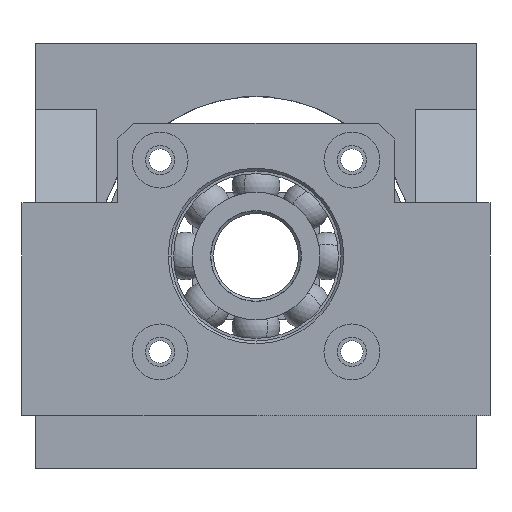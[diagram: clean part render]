
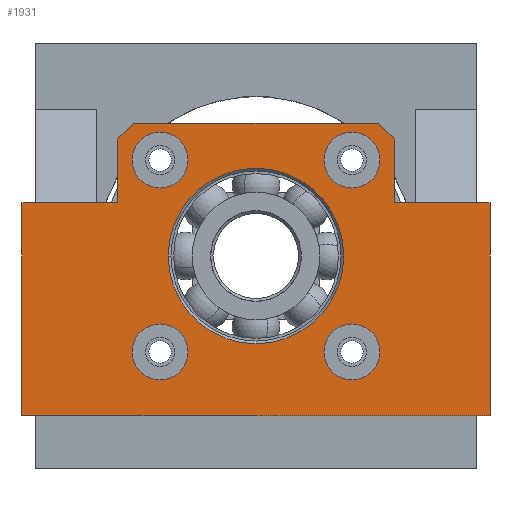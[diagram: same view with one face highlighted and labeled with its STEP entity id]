
A CAD part, left-side view. The second image highlights one B-rep face of the part: STEP entity #1931.
In plain terms, the highlighted planar face has unit normal (-1, 0, 0).
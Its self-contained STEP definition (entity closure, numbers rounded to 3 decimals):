
#822=CARTESIAN_POINT('Vertex',(0.,-26.,10.)) ;
#825=CARTESIAN_POINT('Line Origine',(0.,-35.,10.)) ;
#829=CARTESIAN_POINT('Vertex',(0.,-44.,10.)) ;
#1043=CARTESIAN_POINT('Vertex',(0.,-44.,-30.)) ;
#1046=CARTESIAN_POINT('Line Origine',(0.,0.,-30.)) ;
#1050=CARTESIAN_POINT('Vertex',(0.,44.,-30.)) ;
#1453=CARTESIAN_POINT('Vertex',(0.,44.,10.)) ;
#1456=CARTESIAN_POINT('Line Origine',(0.,35.,10.)) ;
#1460=CARTESIAN_POINT('Vertex',(0.,26.,10.)) ;
#1774=CARTESIAN_POINT('Line Origine',(0.,-44.,-10.)) ;
#1786=CARTESIAN_POINT('Axis2P3D Location',(0.,0.,0.)) ;
#1791=CARTESIAN_POINT('Line Origine',(0.,24.5,23.5)) ;
#1795=CARTESIAN_POINT('Vertex',(0.,26.,22.)) ;
#1797=CARTESIAN_POINT('Vertex',(0.,23.,25.)) ;
#1800=CARTESIAN_POINT('Line Origine',(0.,26.,16.)) ;
#1805=CARTESIAN_POINT('Line Origine',(0.,44.,-10.)) ;
#1810=CARTESIAN_POINT('Line Origine',(0.,-26.,16.)) ;
#1814=CARTESIAN_POINT('Vertex',(0.,-26.,22.)) ;
#1817=CARTESIAN_POINT('Line Origine',(0.,-24.5,23.5)) ;
#1821=CARTESIAN_POINT('Vertex',(0.,-23.,25.)) ;
#1824=CARTESIAN_POINT('Line Origine',(0.,0.,25.)) ;
#1841=CARTESIAN_POINT('Axis2P3D Location',(0.,0.,0.)) ;
#1845=CARTESIAN_POINT('Vertex',(0.,16.5,0.)) ;
#1847=CARTESIAN_POINT('Vertex',(0.,-16.5,0.)) ;
#1850=CARTESIAN_POINT('Axis2P3D Location',(0.,0.,0.)) ;
#1859=CARTESIAN_POINT('Axis2P3D Location',(0.,-18.031,18.031)) ;
#1863=CARTESIAN_POINT('Vertex',(0.,-23.281,18.031)) ;
#1865=CARTESIAN_POINT('Vertex',(0.,-12.781,18.031)) ;
#1868=CARTESIAN_POINT('Axis2P3D Location',(0.,-18.031,18.031)) ;
#1877=CARTESIAN_POINT('Axis2P3D Location',(0.,-18.031,-18.031)) ;
#1881=CARTESIAN_POINT('Vertex',(0.,-23.281,-18.031)) ;
#1883=CARTESIAN_POINT('Vertex',(0.,-12.781,-18.031)) ;
#1886=CARTESIAN_POINT('Axis2P3D Location',(0.,-18.031,-18.031)) ;
#1895=CARTESIAN_POINT('Axis2P3D Location',(0.,18.031,-18.031)) ;
#1899=CARTESIAN_POINT('Vertex',(0.,23.281,-18.031)) ;
#1901=CARTESIAN_POINT('Vertex',(0.,12.781,-18.031)) ;
#1904=CARTESIAN_POINT('Axis2P3D Location',(0.,18.031,-18.031)) ;
#1913=CARTESIAN_POINT('Axis2P3D Location',(0.,18.031,18.031)) ;
#1917=CARTESIAN_POINT('Vertex',(0.,23.281,18.031)) ;
#1919=CARTESIAN_POINT('Vertex',(0.,12.781,18.031)) ;
#1922=CARTESIAN_POINT('Axis2P3D Location',(0.,18.031,18.031)) ;
#826=DIRECTION('Vector Direction',(0.,1.,0.)) ;
#1047=DIRECTION('Vector Direction',(0.,-1.,0.)) ;
#1457=DIRECTION('Vector Direction',(0.,1.,0.)) ;
#1775=DIRECTION('Vector Direction',(0.,0.,-1.)) ;
#1787=DIRECTION('Axis2P3D Direction',(1.,0.,0.)) ;
#1788=DIRECTION('Axis2P3D XDirection',(0.,1.,0.)) ;
#1792=DIRECTION('Vector Direction',(0.,0.707,-0.707)) ;
#1801=DIRECTION('Vector Direction',(0.,0.,1.)) ;
#1806=DIRECTION('Vector Direction',(0.,0.,1.)) ;
#1811=DIRECTION('Vector Direction',(0.,0.,-1.)) ;
#1818=DIRECTION('Vector Direction',(0.,-0.707,-0.707)) ;
#1825=DIRECTION('Vector Direction',(0.,1.,0.)) ;
#1842=DIRECTION('Axis2P3D Direction',(1.,0.,0.)) ;
#1851=DIRECTION('Axis2P3D Direction',(1.,0.,0.)) ;
#1860=DIRECTION('Axis2P3D Direction',(1.,0.,0.)) ;
#1869=DIRECTION('Axis2P3D Direction',(1.,0.,0.)) ;
#1878=DIRECTION('Axis2P3D Direction',(1.,0.,0.)) ;
#1887=DIRECTION('Axis2P3D Direction',(1.,0.,0.)) ;
#1896=DIRECTION('Axis2P3D Direction',(1.,0.,0.)) ;
#1905=DIRECTION('Axis2P3D Direction',(1.,0.,0.)) ;
#1914=DIRECTION('Axis2P3D Direction',(1.,0.,0.)) ;
#1923=DIRECTION('Axis2P3D Direction',(1.,0.,0.)) ;
#1789=AXIS2_PLACEMENT_3D('Plane Axis2P3D',#1786,#1787,#1788) ;
#1843=AXIS2_PLACEMENT_3D('Circle Axis2P3D',#1841,#1842,$) ;
#1852=AXIS2_PLACEMENT_3D('Circle Axis2P3D',#1850,#1851,$) ;
#1861=AXIS2_PLACEMENT_3D('Circle Axis2P3D',#1859,#1860,$) ;
#1870=AXIS2_PLACEMENT_3D('Circle Axis2P3D',#1868,#1869,$) ;
#1879=AXIS2_PLACEMENT_3D('Circle Axis2P3D',#1877,#1878,$) ;
#1888=AXIS2_PLACEMENT_3D('Circle Axis2P3D',#1886,#1887,$) ;
#1897=AXIS2_PLACEMENT_3D('Circle Axis2P3D',#1895,#1896,$) ;
#1906=AXIS2_PLACEMENT_3D('Circle Axis2P3D',#1904,#1905,$) ;
#1915=AXIS2_PLACEMENT_3D('Circle Axis2P3D',#1913,#1914,$) ;
#1924=AXIS2_PLACEMENT_3D('Circle Axis2P3D',#1922,#1923,$) ;
#1830=ORIENTED_EDGE('',*,*,#1799,.F.) ;
#1831=ORIENTED_EDGE('',*,*,#1804,.F.) ;
#1832=ORIENTED_EDGE('',*,*,#1462,.F.) ;
#1833=ORIENTED_EDGE('',*,*,#1809,.F.) ;
#1834=ORIENTED_EDGE('',*,*,#1052,.F.) ;
#1835=ORIENTED_EDGE('',*,*,#1778,.F.) ;
#1836=ORIENTED_EDGE('',*,*,#831,.F.) ;
#1837=ORIENTED_EDGE('',*,*,#1816,.F.) ;
#1838=ORIENTED_EDGE('',*,*,#1823,.F.) ;
#1839=ORIENTED_EDGE('',*,*,#1828,.F.) ;
#1856=ORIENTED_EDGE('',*,*,#1849,.F.) ;
#1857=ORIENTED_EDGE('',*,*,#1854,.F.) ;
#1874=ORIENTED_EDGE('',*,*,#1867,.F.) ;
#1875=ORIENTED_EDGE('',*,*,#1872,.F.) ;
#1892=ORIENTED_EDGE('',*,*,#1885,.F.) ;
#1893=ORIENTED_EDGE('',*,*,#1890,.F.) ;
#1910=ORIENTED_EDGE('',*,*,#1903,.F.) ;
#1911=ORIENTED_EDGE('',*,*,#1908,.F.) ;
#1928=ORIENTED_EDGE('',*,*,#1921,.F.) ;
#1929=ORIENTED_EDGE('',*,*,#1926,.F.) ;
#1858=FACE_BOUND('',#1855,.T.) ;
#1876=FACE_BOUND('',#1873,.T.) ;
#1894=FACE_BOUND('',#1891,.T.) ;
#1912=FACE_BOUND('',#1909,.T.) ;
#1930=FACE_BOUND('',#1927,.T.) ;
#827=VECTOR('Line Direction',#826,1.) ;
#1048=VECTOR('Line Direction',#1047,1.) ;
#1458=VECTOR('Line Direction',#1457,1.) ;
#1776=VECTOR('Line Direction',#1775,1.) ;
#1793=VECTOR('Line Direction',#1792,1.) ;
#1802=VECTOR('Line Direction',#1801,1.) ;
#1807=VECTOR('Line Direction',#1806,1.) ;
#1812=VECTOR('Line Direction',#1811,1.) ;
#1819=VECTOR('Line Direction',#1818,1.) ;
#1826=VECTOR('Line Direction',#1825,1.) ;
#1931=ADVANCED_FACE('\X2\96F64EF651E04F554F53\X0\',(#1840,#1858,#1876,#1894,#1912,#1930),#1790,.F.) ;
#1844=CIRCLE('generated circle',#1843,16.5) ;
#1853=CIRCLE('generated circle',#1852,16.5) ;
#1862=CIRCLE('generated circle',#1861,5.25) ;
#1871=CIRCLE('generated circle',#1870,5.25) ;
#1880=CIRCLE('generated circle',#1879,5.25) ;
#1889=CIRCLE('generated circle',#1888,5.25) ;
#1898=CIRCLE('generated circle',#1897,5.25) ;
#1907=CIRCLE('generated circle',#1906,5.25) ;
#1916=CIRCLE('generated circle',#1915,5.25) ;
#1925=CIRCLE('generated circle',#1924,5.25) ;
#831=EDGE_CURVE('',#823,#830,#828,.F.) ;
#1052=EDGE_CURVE('',#1044,#1051,#1049,.F.) ;
#1462=EDGE_CURVE('',#1454,#1461,#1459,.F.) ;
#1778=EDGE_CURVE('',#830,#1044,#1777,.T.) ;
#1799=EDGE_CURVE('',#1796,#1798,#1794,.F.) ;
#1804=EDGE_CURVE('',#1461,#1796,#1803,.T.) ;
#1809=EDGE_CURVE('',#1051,#1454,#1808,.T.) ;
#1816=EDGE_CURVE('',#1815,#823,#1813,.T.) ;
#1823=EDGE_CURVE('',#1822,#1815,#1820,.T.) ;
#1828=EDGE_CURVE('',#1798,#1822,#1827,.F.) ;
#1849=EDGE_CURVE('',#1846,#1848,#1844,.F.) ;
#1854=EDGE_CURVE('',#1848,#1846,#1853,.F.) ;
#1867=EDGE_CURVE('',#1864,#1866,#1862,.F.) ;
#1872=EDGE_CURVE('',#1866,#1864,#1871,.F.) ;
#1885=EDGE_CURVE('',#1882,#1884,#1880,.F.) ;
#1890=EDGE_CURVE('',#1884,#1882,#1889,.F.) ;
#1903=EDGE_CURVE('',#1900,#1902,#1898,.F.) ;
#1908=EDGE_CURVE('',#1902,#1900,#1907,.F.) ;
#1921=EDGE_CURVE('',#1918,#1920,#1916,.F.) ;
#1926=EDGE_CURVE('',#1920,#1918,#1925,.F.) ;
#1829=EDGE_LOOP('',(#1830,#1831,#1832,#1833,#1834,#1835,#1836,#1837,#1838,#1839)) ;
#1855=EDGE_LOOP('',(#1856,#1857)) ;
#1873=EDGE_LOOP('',(#1874,#1875)) ;
#1891=EDGE_LOOP('',(#1892,#1893)) ;
#1909=EDGE_LOOP('',(#1910,#1911)) ;
#1927=EDGE_LOOP('',(#1928,#1929)) ;
#1840=FACE_OUTER_BOUND('',#1829,.T.) ;
#828=LINE('Line',#825,#827) ;
#1049=LINE('Line',#1046,#1048) ;
#1459=LINE('Line',#1456,#1458) ;
#1777=LINE('Line',#1774,#1776) ;
#1794=LINE('Line',#1791,#1793) ;
#1803=LINE('Line',#1800,#1802) ;
#1808=LINE('Line',#1805,#1807) ;
#1813=LINE('Line',#1810,#1812) ;
#1820=LINE('Line',#1817,#1819) ;
#1827=LINE('Line',#1824,#1826) ;
#1790=PLANE('Plane',#1789) ;
#823=VERTEX_POINT('',#822) ;
#830=VERTEX_POINT('',#829) ;
#1044=VERTEX_POINT('',#1043) ;
#1051=VERTEX_POINT('',#1050) ;
#1454=VERTEX_POINT('',#1453) ;
#1461=VERTEX_POINT('',#1460) ;
#1796=VERTEX_POINT('',#1795) ;
#1798=VERTEX_POINT('',#1797) ;
#1815=VERTEX_POINT('',#1814) ;
#1822=VERTEX_POINT('',#1821) ;
#1846=VERTEX_POINT('',#1845) ;
#1848=VERTEX_POINT('',#1847) ;
#1864=VERTEX_POINT('',#1863) ;
#1866=VERTEX_POINT('',#1865) ;
#1882=VERTEX_POINT('',#1881) ;
#1884=VERTEX_POINT('',#1883) ;
#1900=VERTEX_POINT('',#1899) ;
#1902=VERTEX_POINT('',#1901) ;
#1918=VERTEX_POINT('',#1917) ;
#1920=VERTEX_POINT('',#1919) ;
